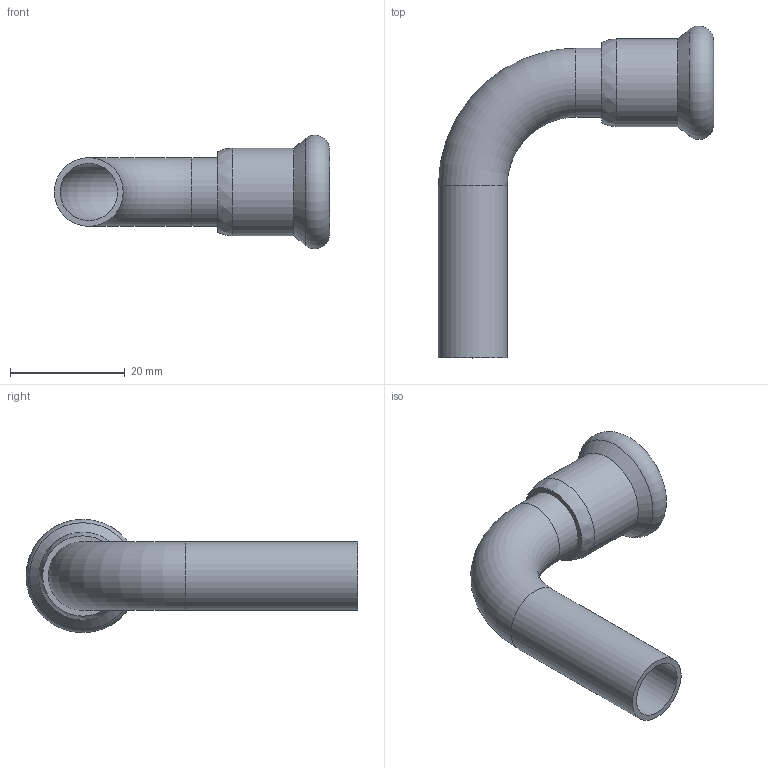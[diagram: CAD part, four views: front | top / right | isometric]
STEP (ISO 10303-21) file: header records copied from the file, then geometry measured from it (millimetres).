
FILE_DESCRIPTION(/* description */ (''),/* implementation_level */ '2;1');
FILE_NAME(/* name */ '30301.stp',/* time_stamp */ '2014-04-01T20:02:17+02:00',/* author */ ('bruh'),/* organization */ (''),/* preprocessor_version */ 'ST-DEVELOPER v15.2',/* originating_system */ 'Autodesk Inventor 2014',/* authorisation */ '');
FILE_SCHEMA (('AUTOMOTIVE_DESIGN { 1 0 10303 214 3 1 1 }'));
Length unit declared in the file: millimetre
Products named in the file (4): 430301; 900020; 30301
Bounding box: 48 x 57.89 x 19.79 mm (x, y, z)
Volume: 3792.9 mm3; surface area: 6688.5 mm2
Topology: 2 solids, 2 shells, 28 faces, 56 edges, 34 vertices
Faces by surface type: plane 9, cylinder 9, torus 5, cone 4, bspline 1
Full cylindrical faces by diameter (mm): 10 x2, 11 x1, 12 x2, 12.2 x1, 13 x1, 15.3 x1
Entity records: 751 total; most frequent: DIRECTION 134, CARTESIAN_POINT 134, ORIENTED_EDGE 76, AXIS2_PLACEMENT_3D 63, EDGE_LOOP 51, EDGE_CURVE 38, VERTEX_POINT 33, CIRCLE 29
